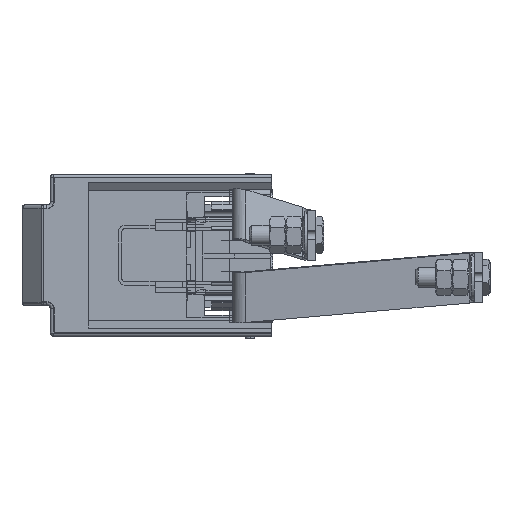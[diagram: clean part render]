
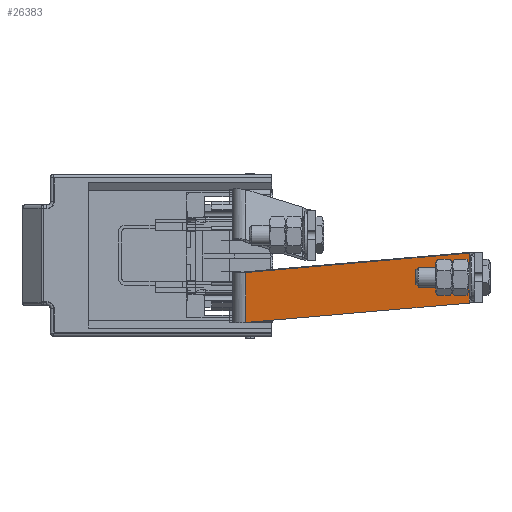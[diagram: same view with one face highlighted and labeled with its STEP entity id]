
A CAD part, left-side view. The second image highlights one B-rep face of the part: STEP entity #26383.
In plain terms, the highlighted planar face has unit normal (-0.996, 0, -0.087).
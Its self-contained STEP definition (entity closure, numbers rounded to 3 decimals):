
#792 = DIRECTION ( 'NONE',  ( 0.087, 0., -0.996 ) ) ;
#5196 = ORIENTED_EDGE ( 'NONE', *, *, #18278, .T. ) ;
#6291 = VECTOR ( 'NONE', #18255, 1000. ) ;
#9813 = CARTESIAN_POINT ( 'NONE',  ( -15.068, 68.561, 7.888 ) ) ;
#15884 = DIRECTION ( 'NONE',  ( 0.008, 0.996, -0.087 ) ) ;
#16237 = DIRECTION ( 'NONE',  ( 0.087, 0., -0.996 ) ) ;
#16953 = VERTEX_POINT ( 'NONE', #40131 ) ;
#17695 = LINE ( 'NONE', #59915, #31797 ) ;
#18255 = DIRECTION ( 'NONE',  ( 0.008, 0.996, -0.087 ) ) ;
#18278 = EDGE_CURVE ( 'NONE', #46000, #16953, #63640, .T. ) ;
#18367 = CARTESIAN_POINT ( 'NONE',  ( -15.068, 15., 7.888 ) ) ;
#26383 = ADVANCED_FACE ( 'NONE', ( #46673 ), #63363, .F. ) ;
#29321 = VECTOR ( 'NONE', #16237, 1000. ) ;
#30440 = ORIENTED_EDGE ( 'NONE', *, *, #75559, .F. ) ;
#31797 = VECTOR ( 'NONE', #71992, 1000. ) ;
#37412 = CARTESIAN_POINT ( 'NONE',  ( -18.03, -119., 41.735 ) ) ;
#39657 = LINE ( 'NONE', #52201, #29321 ) ;
#40131 = CARTESIAN_POINT ( 'NONE',  ( -14.383, 15., 0.056 ) ) ;
#43033 = EDGE_CURVE ( 'NONE', #54651, #53978, #39657, .T. ) ;
#46000 = VERTEX_POINT ( 'NONE', #68469 ) ;
#46673 = FACE_OUTER_BOUND ( 'NONE', #67513, .T. ) ;
#50528 = AXIS2_PLACEMENT_3D ( 'NONE', #9813, #51844, #15884 ) ;
#51709 = CARTESIAN_POINT ( 'NONE',  ( -15.405, -119., 11.735 ) ) ;
#51844 = DIRECTION ( 'NONE',  ( 0.996, 0., 0.087 ) ) ;
#52201 = CARTESIAN_POINT ( 'NONE',  ( -15.068, -119., 7.888 ) ) ;
#53978 = VERTEX_POINT ( 'NONE', #51709 ) ;
#54651 = VERTEX_POINT ( 'NONE', #37412 ) ;
#57325 = ORIENTED_EDGE ( 'NONE', *, *, #61036, .F. ) ;
#59901 = VECTOR ( 'NONE', #792, 1000. ) ;
#59915 = CARTESIAN_POINT ( 'NONE',  ( -18.887, -231.412, 51.532 ) ) ;
#61036 = EDGE_CURVE ( 'NONE', #53978, #16953, #70137, .T. ) ;
#63363 = PLANE ( 'NONE',  #50528 ) ;
#63640 = LINE ( 'NONE', #18367, #59901 ) ;
#66014 = CARTESIAN_POINT ( 'NONE',  ( -16.282, -234.026, 21.76 ) ) ;
#67513 = EDGE_LOOP ( 'NONE', ( #70500, #30440, #5196, #57325 ) ) ;
#68469 = CARTESIAN_POINT ( 'NONE',  ( -17.008, 15., 30.056 ) ) ;
#70137 = LINE ( 'NONE', #66014, #6291 ) ;
#70500 = ORIENTED_EDGE ( 'NONE', *, *, #43033, .F. ) ;
#71992 = DIRECTION ( 'NONE',  ( -0.008, -0.996, 0.087 ) ) ;
#75559 = EDGE_CURVE ( 'NONE', #46000, #54651, #17695, .T. ) ;
